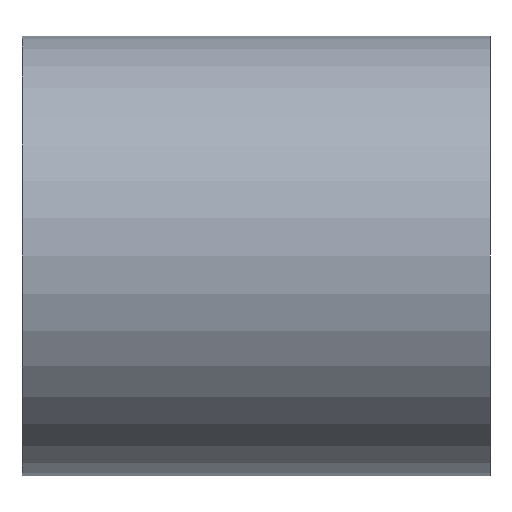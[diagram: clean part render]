
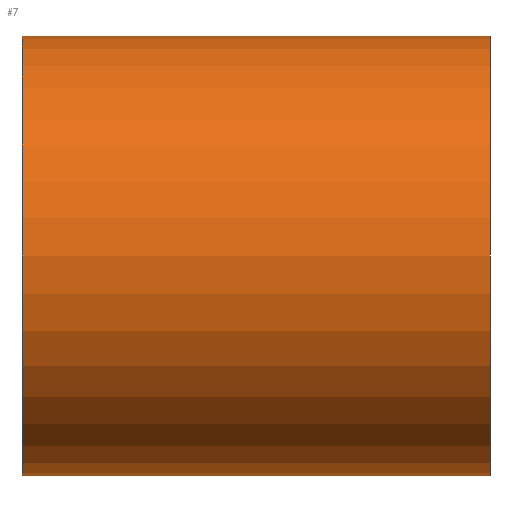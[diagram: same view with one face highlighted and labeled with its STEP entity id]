
A CAD part, left-side view. The second image highlights one B-rep face of the part: STEP entity #7.
In plain terms, the highlighted cylindrical face has radius 5.969 mm (diameter 11.938 mm), a partial arc.
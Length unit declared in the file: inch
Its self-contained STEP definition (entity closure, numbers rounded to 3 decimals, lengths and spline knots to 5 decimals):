
#7 = ADVANCED_FACE ( 'NONE', ( #319 ), #261, .T. ) ;
#16 = EDGE_CURVE ( 'NONE', #336, #297, #56, .T. ) ;
#21 = EDGE_CURVE ( 'NONE', #297, #338, #372, .T. ) ;
#25 = EDGE_CURVE ( 'NONE', #339, #338, #61, .T. ) ;
#28 = EDGE_CURVE ( 'NONE', #336, #339, #255, .T. ) ;
#44 = AXIS2_PLACEMENT_3D ( 'NONE', #194, #161, #164 ) ;
#50 = VECTOR ( 'NONE', #143, 39.37008 ) ;
#56 = CIRCLE ( 'NONE', #44, 0.235 ) ;
#61 = CIRCLE ( 'NONE', #105, 0.235 ) ;
#67 = VECTOR ( 'NONE', #191, 39.37008 ) ;
#100 = AXIS2_PLACEMENT_3D ( 'NONE', #135, #168, #139 ) ;
#105 = AXIS2_PLACEMENT_3D ( 'NONE', #235, #190, #205 ) ;
#135 = CARTESIAN_POINT ( 'NONE',  ( -0.65387, -0.49627, 0.85239 ) ) ;
#139 = DIRECTION ( 'NONE',  ( 0., 0., -1. ) ) ;
#143 = DIRECTION ( 'NONE',  ( 0., -1., 0. ) ) ;
#154 = CARTESIAN_POINT ( 'NONE',  ( -0.65387, -0.99627, 0.61739 ) ) ;
#161 = DIRECTION ( 'NONE',  ( 0., 1., 0. ) ) ;
#164 = DIRECTION ( 'NONE',  ( 0., 0., 1. ) ) ;
#168 = DIRECTION ( 'NONE',  ( 0., -1., 0. ) ) ;
#174 = CARTESIAN_POINT ( 'NONE',  ( -0.65387, -0.49627, 1.08739 ) ) ;
#179 = CARTESIAN_POINT ( 'NONE',  ( -0.65387, -0.49627, 1.08739 ) ) ;
#187 = CARTESIAN_POINT ( 'NONE',  ( -0.65387, -0.49627, 0.61739 ) ) ;
#190 = DIRECTION ( 'NONE',  ( 0., 1., 0. ) ) ;
#191 = DIRECTION ( 'NONE',  ( 0., -1., 0. ) ) ;
#194 = CARTESIAN_POINT ( 'NONE',  ( -0.65387, -0.49627, 0.85239 ) ) ;
#205 = DIRECTION ( 'NONE',  ( 0., 0., 1. ) ) ;
#231 = CARTESIAN_POINT ( 'NONE',  ( -0.65387, -0.49627, 0.61739 ) ) ;
#235 = CARTESIAN_POINT ( 'NONE',  ( -0.65387, -0.99627, 0.85239 ) ) ;
#237 = CARTESIAN_POINT ( 'NONE',  ( -0.65387, -0.99627, 1.08739 ) ) ;
#255 = LINE ( 'NONE', #187, #50 ) ;
#261 = CYLINDRICAL_SURFACE ( 'NONE', #100, 0.235 ) ;
#297 = VERTEX_POINT ( 'NONE', #174 ) ;
#318 = EDGE_LOOP ( 'NONE', ( #324, #359, #346, #368 ) ) ;
#319 = FACE_OUTER_BOUND ( 'NONE', #318, .T. ) ;
#324 = ORIENTED_EDGE ( 'NONE', *, *, #21, .F. ) ;
#336 = VERTEX_POINT ( 'NONE', #231 ) ;
#338 = VERTEX_POINT ( 'NONE', #237 ) ;
#339 = VERTEX_POINT ( 'NONE', #154 ) ;
#346 = ORIENTED_EDGE ( 'NONE', *, *, #28, .T. ) ;
#359 = ORIENTED_EDGE ( 'NONE', *, *, #16, .F. ) ;
#368 = ORIENTED_EDGE ( 'NONE', *, *, #25, .T. ) ;
#372 = LINE ( 'NONE', #179, #67 ) ;
